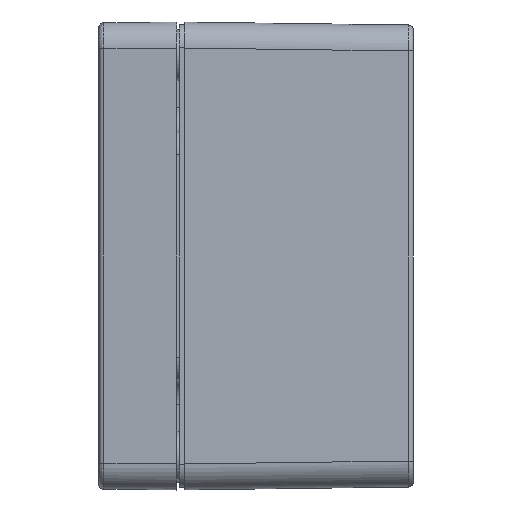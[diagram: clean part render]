
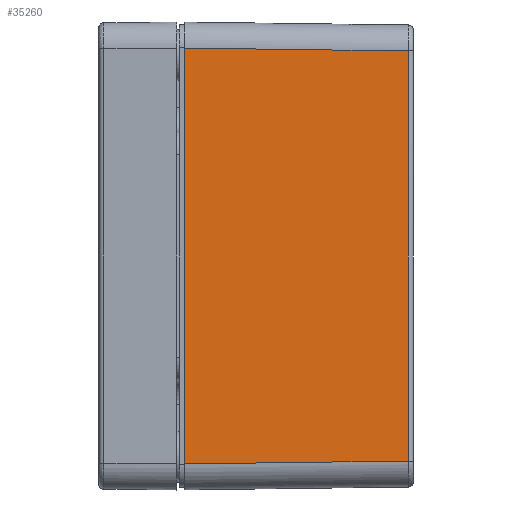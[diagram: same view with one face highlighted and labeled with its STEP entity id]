
A CAD part, left-side view. The second image highlights one B-rep face of the part: STEP entity #35260.
In plain terms, the highlighted planar face has unit normal (-1, -0.013, 0).
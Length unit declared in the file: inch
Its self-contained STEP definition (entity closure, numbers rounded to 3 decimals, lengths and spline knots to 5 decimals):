
#790 = ORIENTED_EDGE ( 'NONE', *, *, #41151, .T. ) ;
#809 = LINE ( 'NONE', #32136, #11831 ) ;
#2470 = CARTESIAN_POINT ( 'NONE',  ( -0.50043, -0.03937, -0.28008 ) ) ;
#3586 = EDGE_CURVE ( 'NONE', #44163, #49100, #809, .T. ) ;
#4654 = CARTESIAN_POINT ( 'NONE',  ( -0.50044, -0.03864, -0.28009 ) ) ;
#5057 = DIRECTION ( 'NONE',  ( -1., -0.013, 0. ) ) ;
#6031 = CARTESIAN_POINT ( 'NONE',  ( -0.47826, -1.7328, 2.84636 ) ) ;
#11831 = VECTOR ( 'NONE', #12590, 39.37008 ) ;
#12255 = CARTESIAN_POINT ( 'NONE',  ( -0.50095, 0., -0.47743 ) ) ;
#12590 = DIRECTION ( 'NONE',  ( 0., 0., -1. ) ) ;
#13415 = ORIENTED_EDGE ( 'NONE', *, *, #3586, .F. ) ;
#13662 = VECTOR ( 'NONE', #29435, 39.37008 ) ;
#13718 = LINE ( 'NONE', #21963, #26927 ) ;
#15879 = DIRECTION ( 'NONE',  ( -0.013, 1., 0. ) ) ;
#16484 = DIRECTION ( 'NONE',  ( -0.013, 1., -0.013 ) ) ;
#20444 = CARTESIAN_POINT ( 'NONE',  ( -0.50043, -0.03937, 2.86853 ) ) ;
#20787 = EDGE_CURVE ( 'NONE', #49100, #34078, #39829, .T. ) ;
#21323 = VERTEX_POINT ( 'NONE', #20444 ) ;
#21963 = CARTESIAN_POINT ( 'NONE',  ( -0.50043, -0.03937, -0.47743 ) ) ;
#26927 = VECTOR ( 'NONE', #45039, 39.37008 ) ;
#28179 = PLANE ( 'NONE',  #46243 ) ;
#28183 = CARTESIAN_POINT ( 'NONE',  ( -0.47826, -1.7328, -0.25791 ) ) ;
#29435 = DIRECTION ( 'NONE',  ( -0.013, 1., 0.013 ) ) ;
#30647 = VECTOR ( 'NONE', #16484, 39.37008 ) ;
#32136 = CARTESIAN_POINT ( 'NONE',  ( -0.47826, -1.7328, 0.4084 ) ) ;
#34078 = VERTEX_POINT ( 'NONE', #2470 ) ;
#35260 = ADVANCED_FACE ( 'NONE', ( #35397 ), #28179, .T. ) ;
#35397 = FACE_OUTER_BOUND ( 'NONE', #35768, .T. ) ;
#35768 = EDGE_LOOP ( 'NONE', ( #13415, #790, #48613, #36040 ) ) ;
#36040 = ORIENTED_EDGE ( 'NONE', *, *, #20787, .F. ) ;
#39829 = LINE ( 'NONE', #4654, #30647 ) ;
#41151 = EDGE_CURVE ( 'NONE', #44163, #21323, #45326, .T. ) ;
#41459 = CARTESIAN_POINT ( 'NONE',  ( -0.47826, -1.7328, 2.84636 ) ) ;
#44163 = VERTEX_POINT ( 'NONE', #6031 ) ;
#45039 = DIRECTION ( 'NONE',  ( 0., 0., -1. ) ) ;
#45326 = LINE ( 'NONE', #41459, #13662 ) ;
#46243 = AXIS2_PLACEMENT_3D ( 'NONE', #12255, #5057, #15879 ) ;
#48613 = ORIENTED_EDGE ( 'NONE', *, *, #49505, .T. ) ;
#49100 = VERTEX_POINT ( 'NONE', #28183 ) ;
#49505 = EDGE_CURVE ( 'NONE', #21323, #34078, #13718, .T. ) ;
